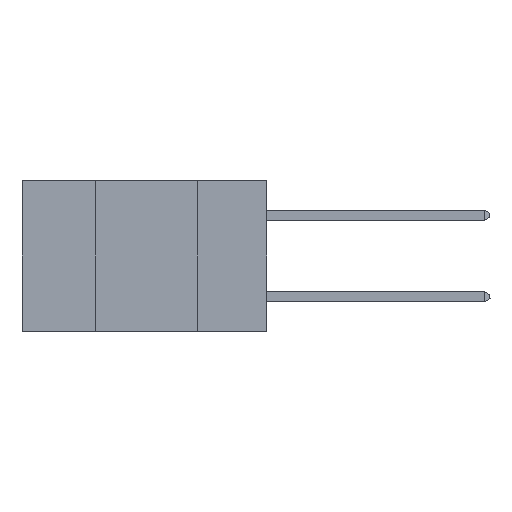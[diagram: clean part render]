
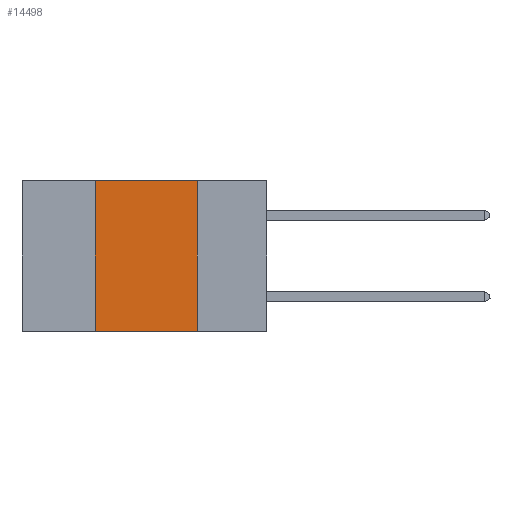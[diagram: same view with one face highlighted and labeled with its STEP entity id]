
A CAD part, left-side view. The second image highlights one B-rep face of the part: STEP entity #14498.
In plain terms, the highlighted planar face has unit normal (-1, 0, 0).
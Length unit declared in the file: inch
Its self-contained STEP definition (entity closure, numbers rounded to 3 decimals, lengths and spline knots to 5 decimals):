
#34 = DIRECTION ( 'NONE',  ( 0., -1., 0. ) ) ;
#712 = LINE ( 'NONE', #2252, #9268 ) ;
#720 = EDGE_CURVE ( 'NONE', #7787, #20006, #10759, .T. ) ;
#2252 = CARTESIAN_POINT ( 'NONE',  ( 0., 0.42, 0. ) ) ;
#3061 = PLANE ( 'NONE',  #7266 ) ;
#3535 = LINE ( 'NONE', #4836, #14273 ) ;
#4836 = CARTESIAN_POINT ( 'NONE',  ( 0., 0.17, 0. ) ) ;
#5194 = VECTOR ( 'NONE', #7755, 39.37008 ) ;
#5786 = DIRECTION ( 'NONE',  ( 0., 0., 1. ) ) ;
#7266 = AXIS2_PLACEMENT_3D ( 'NONE', #22062, #22443, #8467 ) ;
#7755 = DIRECTION ( 'NONE',  ( 0., -1., 0. ) ) ;
#7787 = VERTEX_POINT ( 'NONE', #19102 ) ;
#7792 = EDGE_CURVE ( 'NONE', #14697, #20006, #3535, .T. ) ;
#8467 = DIRECTION ( 'NONE',  ( 0., 0., -1. ) ) ;
#8469 = CARTESIAN_POINT ( 'NONE',  ( 0., 0.6, -0.37 ) ) ;
#9268 = VECTOR ( 'NONE', #5786, 39.37008 ) ;
#9332 = VECTOR ( 'NONE', #34, 39.37008 ) ;
#9671 = CARTESIAN_POINT ( 'NONE',  ( 0., 0.6, 0. ) ) ;
#10759 = LINE ( 'NONE', #8469, #9332 ) ;
#11859 = CARTESIAN_POINT ( 'NONE',  ( 0., 0.42, 0. ) ) ;
#12343 = ORIENTED_EDGE ( 'NONE', *, *, #720, .T. ) ;
#13753 = FACE_OUTER_BOUND ( 'NONE', #16317, .T. ) ;
#13759 = LINE ( 'NONE', #9671, #5194 ) ;
#14273 = VECTOR ( 'NONE', #21946, 39.37008 ) ;
#14498 = ADVANCED_FACE ( 'NONE', ( #13753 ), #3061, .F. ) ;
#14697 = VERTEX_POINT ( 'NONE', #17564 ) ;
#15543 = EDGE_CURVE ( 'NONE', #7787, #21632, #712, .T. ) ;
#16251 = CARTESIAN_POINT ( 'NONE',  ( 0., 0.17, -0.37 ) ) ;
#16317 = EDGE_LOOP ( 'NONE', ( #20606, #18255, #22386, #12343 ) ) ;
#17564 = CARTESIAN_POINT ( 'NONE',  ( 0., 0.17, 0. ) ) ;
#18255 = ORIENTED_EDGE ( 'NONE', *, *, #20185, .F. ) ;
#19102 = CARTESIAN_POINT ( 'NONE',  ( 0., 0.42, -0.37 ) ) ;
#20006 = VERTEX_POINT ( 'NONE', #16251 ) ;
#20185 = EDGE_CURVE ( 'NONE', #21632, #14697, #13759, .T. ) ;
#20606 = ORIENTED_EDGE ( 'NONE', *, *, #7792, .F. ) ;
#21632 = VERTEX_POINT ( 'NONE', #11859 ) ;
#21946 = DIRECTION ( 'NONE',  ( 0., 0., -1. ) ) ;
#22062 = CARTESIAN_POINT ( 'NONE',  ( 0., 0.6, 0. ) ) ;
#22386 = ORIENTED_EDGE ( 'NONE', *, *, #15543, .F. ) ;
#22443 = DIRECTION ( 'NONE',  ( 1., 0., 0. ) ) ;
